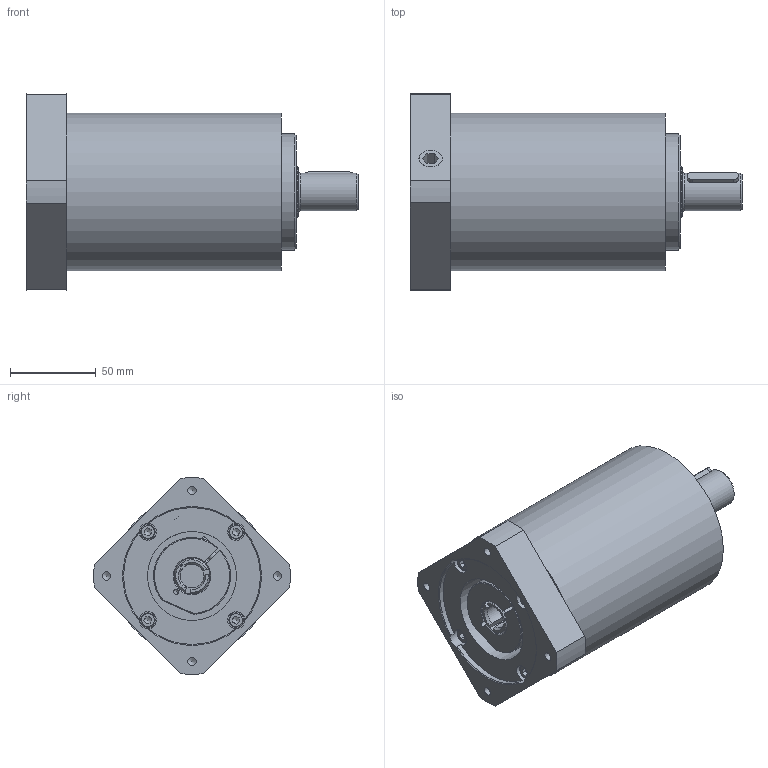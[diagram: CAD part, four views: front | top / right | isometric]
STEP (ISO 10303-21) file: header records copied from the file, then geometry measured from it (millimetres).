
FILE_DESCRIPTION((''),'2;1');
FILE_NAME('400809012E14SM4009-25-14-S-(Z80-Tk100-4xM6-Vk90).stp','2014-12-23T11:50:33',('ifriedrich'),(''),'Autodesk Inventor 2012','Autodesk Inventor 2012','');
FILE_SCHEMA(('AUTOMOTIVE_DESIGN { 1 0 10303 214 1 1 1 1 }'));
Length unit declared in the file: millimetre
Products named in the file (6): 400809012E14SM4009K; 400809012E14S_K; 408404009; 2284; 3328A; 3070
Assembly tree (8 placements, depth 2):
  400809012E14SM4009K
    400809012E14S_K
    408404009
    2284
    3328A
    3070  x4
Bounding box: 194.1 x 114.92 x 114.92 mm (x, y, z)
Volume: 1018674.2 mm3; surface area: 125831.2 mm2
Topology: 8 solids, 14 shells, 314 faces, 781 edges, 503 vertices
Faces by surface type: plane 144, cylinder 97, cone 60, torus 12, revolution 1
Full cylindrical faces by diameter (mm): 2.5 x1, 4.134 x6, 4.917 x9, 5 x6, 5.5 x10, 6 x1, 6.4 x1, 6.6 x1, 8.5 x6, 9.1 x2, 10 x5, 13.835 x1, 14 x1, 16 x1, 22 x1, 30 x2, 31 x1, 52 x1, 55 x1, 58 x1, 62.2 x1, 63 x2, 68 x1, 84 x1, 84.6 x1, 92 x1
Entity records: 7960 total; most frequent: CARTESIAN_POINT 1643, DIRECTION 1276, ORIENTED_EDGE 1080, EDGE_CURVE 540, AXIS2_PLACEMENT_3D 533, EDGE_LOOP 417, VERTEX_POINT 395, FACE_OUTER_BOUND 272
